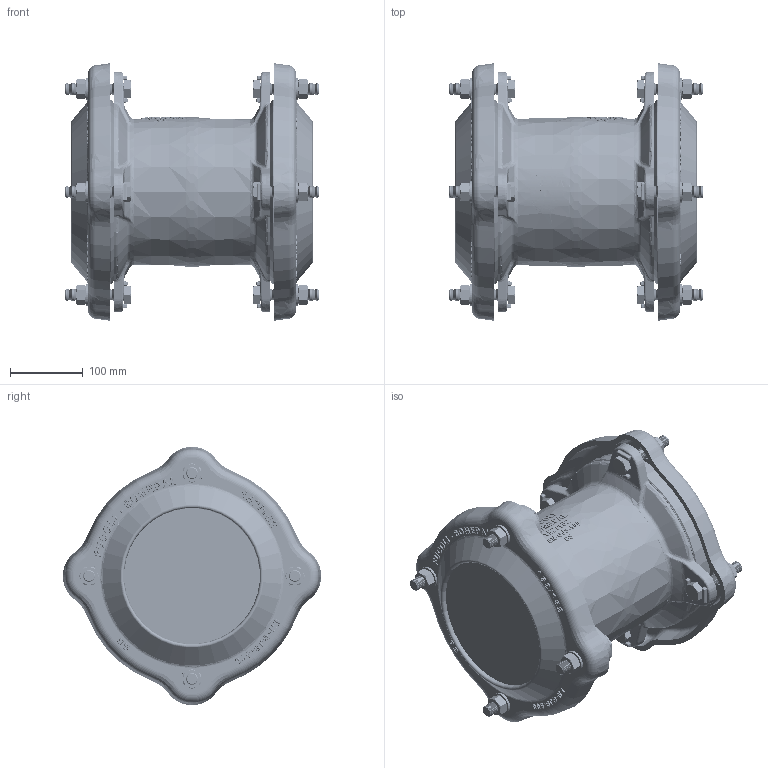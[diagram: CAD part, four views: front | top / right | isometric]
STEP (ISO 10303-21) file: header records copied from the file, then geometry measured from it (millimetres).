
FILE_DESCRIPTION (( 'STEP AP214' ), '1' );
FILE_NAME ('CONJUNTO_JM_Sistema GFIX_MED. 152-182_7mm .STEP', '2014-09-12T16:32:26', ( '' ), ( '' ), 'SwSTEP 2.0', 'SolidWorks 2014', '' );
FILE_SCHEMA (( 'AUTOMOTIVE_DESIGN' ));
Length unit declared in the file: millimetre
Products named in the file (1): CONJUNTO_JM_Sistema GFIX_MED. 152-182_7mm 
Bounding box: 347.4 x 353.15 x 353.15 mm (x, y, z)
Volume: 13390956.6 mm3; surface area: 682168.1 mm2
Topology: 17 solids, 17 shells, 7104 faces, 16082 edges, 9184 vertices
Faces by surface type: cone 2576, bspline 2214, cylinder 1192, plane 896, torus 146, sphere 80
Entity records: 437380 total; most frequent: CARTESIAN_POINT 218259, ORIENTED_EDGE 32132, DIRECTION 24644, EDGE_CURVE 16066, AXIS2_PLACEMENT_3D 9853, VERTEX_POINT 9184, EDGE_LOOP 7340, FACE_OUTER_BOUND 7104
